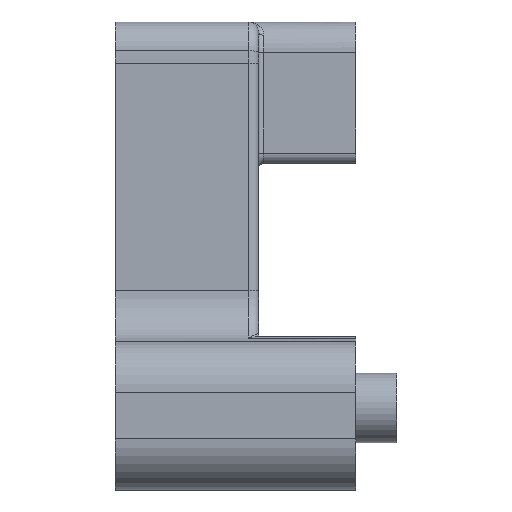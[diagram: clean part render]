
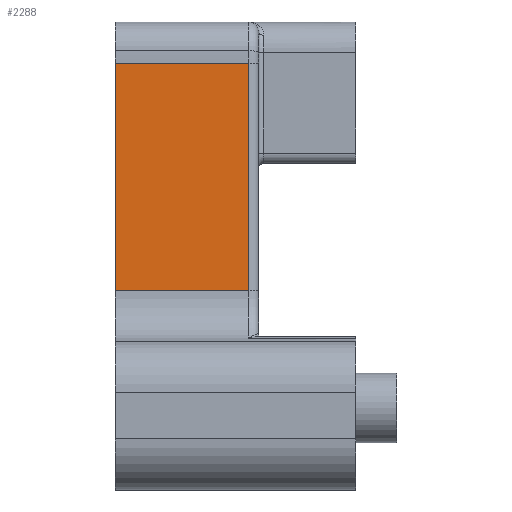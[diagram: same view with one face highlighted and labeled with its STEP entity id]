
A CAD part, left-side view. The second image highlights one B-rep face of the part: STEP entity #2288.
In plain terms, the highlighted planar face has unit normal (-1, 0, 0).
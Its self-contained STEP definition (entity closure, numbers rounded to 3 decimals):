
#8 = PLANE ( 'NONE',  #1216 ) ;
#112 = LINE ( 'NONE', #1980, #823 ) ;
#119 = LINE ( 'NONE', #1174, #2190 ) ;
#274 = LINE ( 'NONE', #1686, #1516 ) ;
#285 = VERTEX_POINT ( 'NONE', #851 ) ;
#429 = EDGE_CURVE ( 'NONE', #884, #285, #112, .T. ) ;
#532 = CARTESIAN_POINT ( 'NONE',  ( 411.6, 28.45, -348.5 ) ) ;
#563 = CARTESIAN_POINT ( 'NONE',  ( 411.6, 41.45, -348.5 ) ) ;
#626 = CARTESIAN_POINT ( 'NONE',  ( 411.6, 27.45, -348.5 ) ) ;
#628 = VERTEX_POINT ( 'NONE', #563 ) ;
#639 = VECTOR ( 'NONE', #1377, 1000. ) ;
#773 = DIRECTION ( 'NONE',  ( 0., -1., 0. ) ) ;
#823 = VECTOR ( 'NONE', #773, 1000. ) ;
#851 = CARTESIAN_POINT ( 'NONE',  ( 411.6, 28.45, -326.311 ) ) ;
#859 = EDGE_LOOP ( 'NONE', ( #1675, #2276, #2223, #1290 ) ) ;
#884 = VERTEX_POINT ( 'NONE', #2297 ) ;
#962 = LINE ( 'NONE', #532, #639 ) ;
#1024 = DIRECTION ( 'NONE',  ( 0., 0., -1. ) ) ;
#1174 = CARTESIAN_POINT ( 'NONE',  ( 411.6, 28.95, -348.5 ) ) ;
#1182 = DIRECTION ( 'NONE',  ( 0., -1., 0. ) ) ;
#1216 = AXIS2_PLACEMENT_3D ( 'NONE', #626, #1618, #1024 ) ;
#1290 = ORIENTED_EDGE ( 'NONE', *, *, #1350, .F. ) ;
#1300 = DIRECTION ( 'NONE',  ( 0., 0., 1. ) ) ;
#1350 = EDGE_CURVE ( 'NONE', #628, #884, #274, .T. ) ;
#1377 = DIRECTION ( 'NONE',  ( 0., 0., 1. ) ) ;
#1516 = VECTOR ( 'NONE', #1300, 1000. ) ;
#1618 = DIRECTION ( 'NONE',  ( 1., 0., 0. ) ) ;
#1675 = ORIENTED_EDGE ( 'NONE', *, *, #2263, .T. ) ;
#1686 = CARTESIAN_POINT ( 'NONE',  ( 411.6, 41.45, -348.5 ) ) ;
#1932 = FACE_OUTER_BOUND ( 'NONE', #859, .T. ) ;
#1980 = CARTESIAN_POINT ( 'NONE',  ( 411.6, 27.45, -326.311 ) ) ;
#2114 = EDGE_CURVE ( 'NONE', #2372, #285, #962, .T. ) ;
#2190 = VECTOR ( 'NONE', #1182, 1000. ) ;
#2223 = ORIENTED_EDGE ( 'NONE', *, *, #429, .F. ) ;
#2250 = CARTESIAN_POINT ( 'NONE',  ( 411.6, 28.45, -348.5 ) ) ;
#2263 = EDGE_CURVE ( 'NONE', #628, #2372, #119, .T. ) ;
#2276 = ORIENTED_EDGE ( 'NONE', *, *, #2114, .T. ) ;
#2288 = ADVANCED_FACE ( 'NONE', ( #1932 ), #8, .F. ) ;
#2297 = CARTESIAN_POINT ( 'NONE',  ( 411.6, 41.45, -326.311 ) ) ;
#2372 = VERTEX_POINT ( 'NONE', #2250 ) ;
